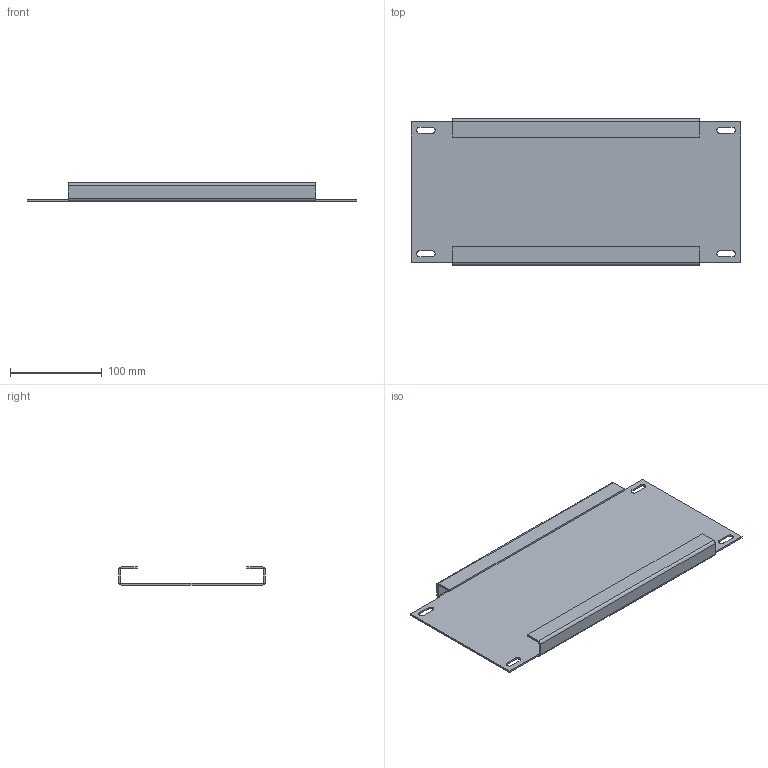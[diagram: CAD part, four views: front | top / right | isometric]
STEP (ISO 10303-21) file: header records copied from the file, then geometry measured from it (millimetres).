
FILE_DESCRIPTION (( 'STEP AP214' ), '1' );
FILE_NAME ('mb15-04-03s ïàíåëü ìîíòàæíàÿ 160õ360.STEP', '2021-02-03T12:42:16', ( '' ), ( '' ), 'SwSTEP 2.0', 'SolidWorks 2021', '' );
FILE_SCHEMA (( 'AUTOMOTIVE_DESIGN' ));
Length unit declared in the file: millimetre
Products named in the file (1): mb15-04-03s ïàíåëü ìîíòàæíàÿ 160õ360
Bounding box: 360 x 160 x 20 mm (x, y, z)
Volume: 149930 mm3; surface area: 152668.2 mm2
Topology: 1 solids, 1 shells, 66 faces, 160 edges, 96 vertices
Faces by surface type: plane 46, cylinder 20
Entity records: 1938 total; most frequent: DIRECTION 334, CARTESIAN_POINT 323, ORIENTED_EDGE 320, EDGE_CURVE 160, VECTOR 120, LINE 120, AXIS2_PLACEMENT_3D 107, VERTEX_POINT 96
